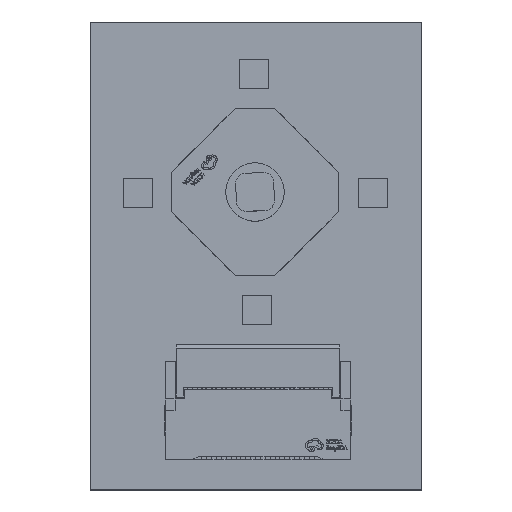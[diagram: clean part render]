
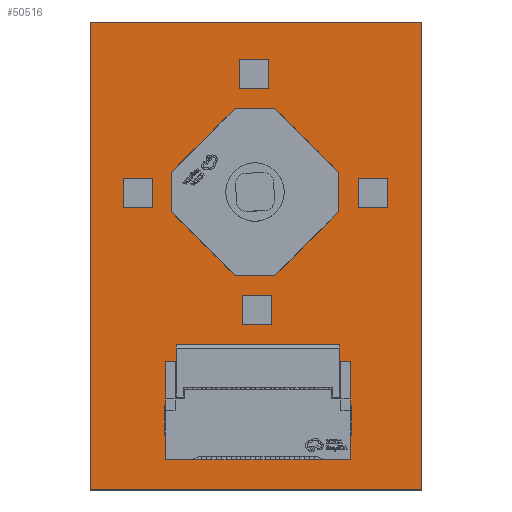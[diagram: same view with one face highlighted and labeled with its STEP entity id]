
A CAD part, top view. The second image highlights one B-rep face of the part: STEP entity #50516.
In plain terms, the highlighted planar face has unit normal (0, 0, 1).
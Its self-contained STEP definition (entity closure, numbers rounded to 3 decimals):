
#50387 = VERTEX_POINT('',#50388);
#50388 = CARTESIAN_POINT('',(8.5,-12.,1.2));
#50394 = EDGE_CURVE('',#50387,#50395,#50397,.T.);
#50395 = VERTEX_POINT('',#50396);
#50396 = CARTESIAN_POINT('',(-8.5,-12.,1.2));
#50397 = LINE('',#50398,#50399);
#50398 = CARTESIAN_POINT('',(8.5,-12.,1.2));
#50399 = VECTOR('',#50400,1.);
#50400 = DIRECTION('',(-1.,0.,0.));
#50425 = EDGE_CURVE('',#50395,#50426,#50428,.T.);
#50426 = VERTEX_POINT('',#50427);
#50427 = CARTESIAN_POINT('',(-8.5,12.,1.2));
#50428 = LINE('',#50429,#50430);
#50429 = CARTESIAN_POINT('',(-8.5,-12.,1.2));
#50430 = VECTOR('',#50431,1.);
#50431 = DIRECTION('',(0.,1.,0.));
#50456 = EDGE_CURVE('',#50426,#50457,#50459,.T.);
#50457 = VERTEX_POINT('',#50458);
#50458 = CARTESIAN_POINT('',(8.5,12.,1.2));
#50459 = LINE('',#50460,#50461);
#50460 = CARTESIAN_POINT('',(-8.5,12.,1.2));
#50461 = VECTOR('',#50462,1.);
#50462 = DIRECTION('',(1.,0.,0.));
#50487 = EDGE_CURVE('',#50457,#50387,#50488,.T.);
#50488 = LINE('',#50489,#50490);
#50489 = CARTESIAN_POINT('',(8.5,12.,1.2));
#50490 = VECTOR('',#50491,1.);
#50491 = DIRECTION('',(0.,-1.,0.));
#50516 = ADVANCED_FACE('',(#50517),#50523,.T.);
#50517 = FACE_BOUND('',#50518,.F.);
#50518 = EDGE_LOOP('',(#50519,#50520,#50521,#50522));
#50519 = ORIENTED_EDGE('',*,*,#50394,.T.);
#50520 = ORIENTED_EDGE('',*,*,#50425,.T.);
#50521 = ORIENTED_EDGE('',*,*,#50456,.T.);
#50522 = ORIENTED_EDGE('',*,*,#50487,.T.);
#50523 = PLANE('',#50524);
#50524 = AXIS2_PLACEMENT_3D('',#50525,#50526,#50527);
#50525 = CARTESIAN_POINT('',(0.,0.,1.2));
#50526 = DIRECTION('',(0.,0.,1.));
#50527 = DIRECTION('',(1.,0.,-0.));
